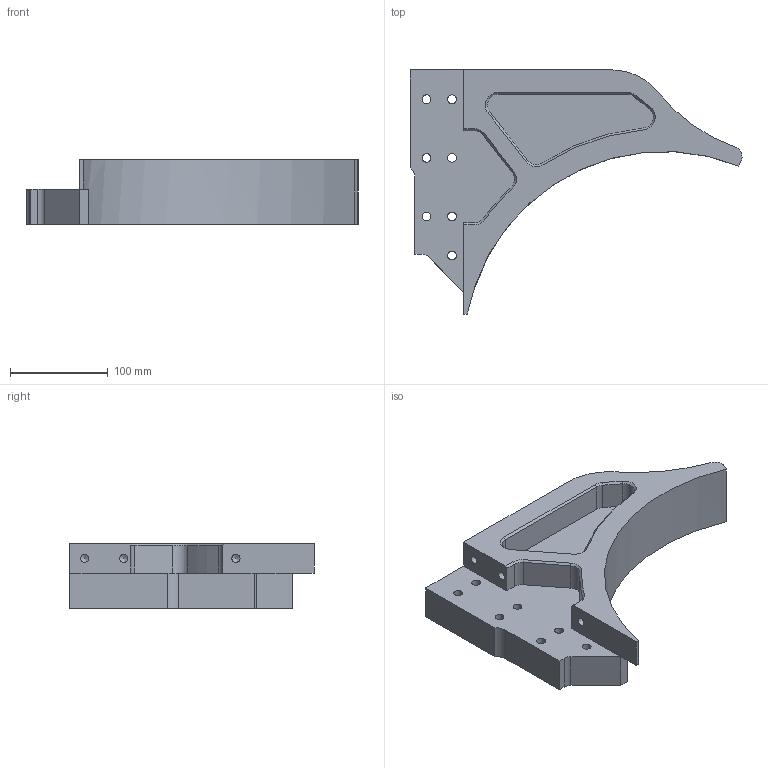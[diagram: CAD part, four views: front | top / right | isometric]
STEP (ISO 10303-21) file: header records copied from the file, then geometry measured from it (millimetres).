
FILE_DESCRIPTION(/* description */ (''),/* implementation_level */ '2;1');
FILE_NAME(/* name */ 'F1638AM.stp',/* time_stamp */ '2024-05-15T12:10:26+02:00',/* author */ ('Z420'),/* organization */ (''),/* preprocessor_version */ 'ST-DEVELOPER v18.1',/* originating_system */ 'Autodesk Inventor 2022',/* authorisation */ '');
FILE_SCHEMA (('AUTOMOTIVE_DESIGN { 1 0 10303 214 3 1 1 }'));
Length unit declared in the file: millimetre
Products named in the file (1): F1638AM
Bounding box: 339.93 x 250 x 66 mm (x, y, z)
Volume: 1520648.3 mm3; surface area: 182071.1 mm2
Topology: 1 solids, 1 shells, 108 faces, 255 edges, 160 vertices
Faces by surface type: plane 46, cylinder 41, cone 21
Full cylindrical faces by diameter (mm): 8.376 x3, 9 x7, 15 x7
Entity records: 3163 total; most frequent: DIRECTION 571, CARTESIAN_POINT 521, ORIENTED_EDGE 504, EDGE_CURVE 252, AXIS2_PLACEMENT_3D 210, VERTEX_POINT 159, LINE 151, VECTOR 151
